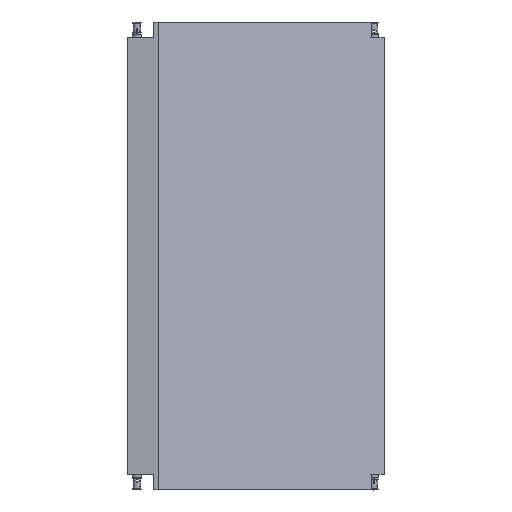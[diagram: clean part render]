
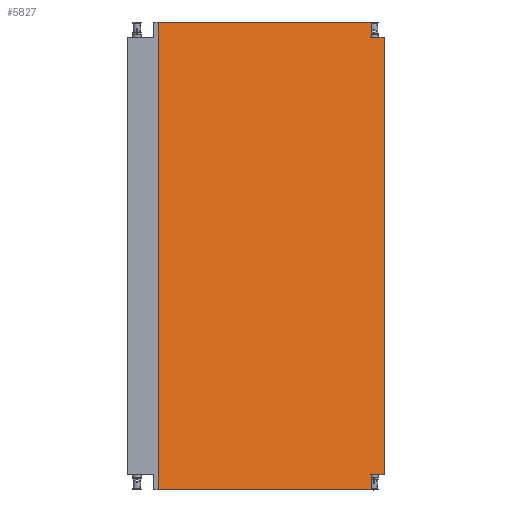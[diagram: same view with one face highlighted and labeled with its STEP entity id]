
A CAD part, top view. The second image highlights one B-rep face of the part: STEP entity #5827.
In plain terms, the highlighted planar face has unit normal (0.533, 0, 0.846).
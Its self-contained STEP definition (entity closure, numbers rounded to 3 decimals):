
#799=FACE_OUTER_BOUND('',#1092,.T.);
#1092=EDGE_LOOP('',(#5408,#5409,#5410,#5411,#5412,#5413,#5414,#5415));
#1385=LINE('',#14757,#1722);
#1389=LINE('',#14765,#1726);
#1402=LINE('',#14790,#1739);
#1413=LINE('',#14814,#1750);
#1419=LINE('',#14828,#1756);
#1420=LINE('',#14831,#1757);
#1428=LINE('',#14848,#1765);
#1429=LINE('',#14850,#1766);
#1722=VECTOR('',#7855,10.);
#1726=VECTOR('',#7861,10.);
#1739=VECTOR('',#7878,10.);
#1750=VECTOR('',#7899,10.);
#1756=VECTOR('',#7913,10.);
#1757=VECTOR('',#7916,10.);
#1765=VECTOR('',#7938,10.);
#1766=VECTOR('',#7941,10.);
#2640=VERTEX_POINT('',#14753);
#2642=VERTEX_POINT('',#14756);
#2645=VERTEX_POINT('',#14764);
#2655=VERTEX_POINT('',#14788);
#2663=VERTEX_POINT('',#14812);
#2666=VERTEX_POINT('',#14824);
#2667=VERTEX_POINT('',#14826);
#2668=VERTEX_POINT('',#14830);
#3538=EDGE_CURVE('',#2642,#2640,#1385,.T.);
#3542=EDGE_CURVE('',#2645,#2642,#1389,.T.);
#3555=EDGE_CURVE('',#2655,#2640,#1402,.T.);
#3567=EDGE_CURVE('',#2663,#2655,#1413,.T.);
#3574=EDGE_CURVE('',#2666,#2667,#1419,.T.);
#3575=EDGE_CURVE('',#2667,#2668,#1420,.T.);
#3584=EDGE_CURVE('',#2663,#2666,#1428,.T.);
#3585=EDGE_CURVE('',#2668,#2645,#1429,.T.);
#5408=ORIENTED_EDGE('',*,*,#3538,.T.);
#5409=ORIENTED_EDGE('',*,*,#3555,.F.);
#5410=ORIENTED_EDGE('',*,*,#3567,.F.);
#5411=ORIENTED_EDGE('',*,*,#3584,.T.);
#5412=ORIENTED_EDGE('',*,*,#3574,.T.);
#5413=ORIENTED_EDGE('',*,*,#3575,.T.);
#5414=ORIENTED_EDGE('',*,*,#3585,.T.);
#5415=ORIENTED_EDGE('',*,*,#3542,.T.);
#5538=PLANE('',#6428);
#5827=ADVANCED_FACE('',(#799),#5538,.T.);
#6428=AXIS2_PLACEMENT_3D('',#14851,#7942,#7943);
#7855=DIRECTION('',(0.,1.,0.));
#7861=DIRECTION('',(-0.846,0.,0.533));
#7878=DIRECTION('',(0.846,0.,-0.533));
#7899=DIRECTION('',(0.,1.,0.));
#7913=DIRECTION('',(0.,1.,0.));
#7916=DIRECTION('',(0.846,0.,-0.533));
#7938=DIRECTION('',(0.846,0.,-0.533));
#7941=DIRECTION('',(0.,1.,0.));
#7942=DIRECTION('center_axis',(0.533,0.,0.846));
#7943=DIRECTION('ref_axis',(0.846,0.,-0.533));
#14753=CARTESIAN_POINT('',(110.5,307.7,-58.057));
#14756=CARTESIAN_POINT('',(110.5,297.7,-58.057));
#14757=CARTESIAN_POINT('',(110.5,153.85,-58.057));
#14764=CARTESIAN_POINT('',(118.962,297.7,-63.386));
#14765=CARTESIAN_POINT('',(7.565,297.7,6.765));
#14788=CARTESIAN_POINT('',(-29.742,307.7,30.258));
#14790=CARTESIAN_POINT('',(-29.742,307.7,30.258));
#14812=CARTESIAN_POINT('',(-29.742,0.,30.258));
#14814=CARTESIAN_POINT('',(-29.742,0.,30.258));
#14824=CARTESIAN_POINT('',(110.5,0.,-58.057));
#14826=CARTESIAN_POINT('',(110.5,10.,-58.057));
#14828=CARTESIAN_POINT('',(110.5,0.,-58.057));
#14830=CARTESIAN_POINT('',(118.962,10.,-63.386));
#14831=CARTESIAN_POINT('',(7.565,10.,6.765));
#14848=CARTESIAN_POINT('',(-29.742,0.,30.258));
#14850=CARTESIAN_POINT('',(118.962,0.,-63.386));
#14851=CARTESIAN_POINT('Origin',(-29.742,0.,30.258));
